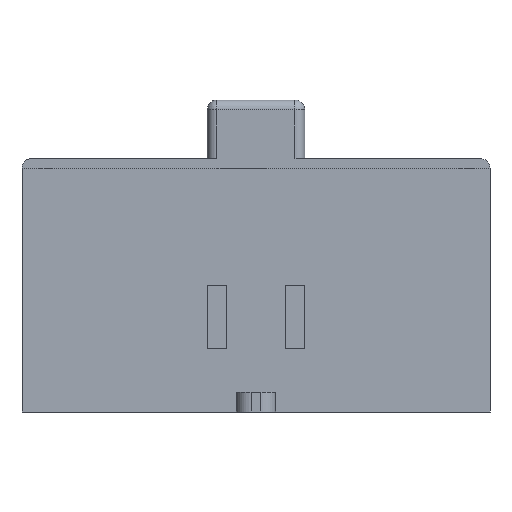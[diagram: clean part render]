
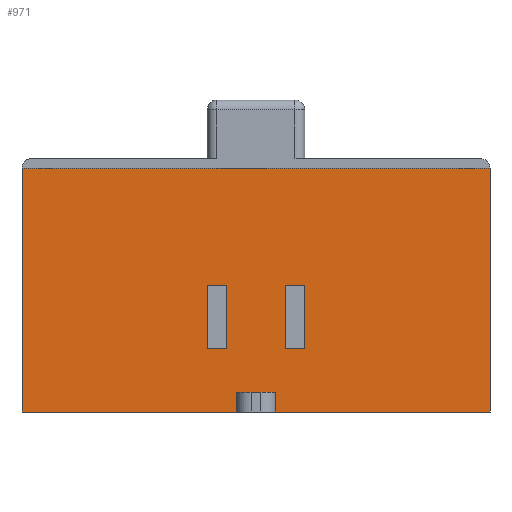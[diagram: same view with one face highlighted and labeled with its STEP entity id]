
A CAD part, front view. The second image highlights one B-rep face of the part: STEP entity #971.
In plain terms, the highlighted planar face has unit normal (0, -1, 0).
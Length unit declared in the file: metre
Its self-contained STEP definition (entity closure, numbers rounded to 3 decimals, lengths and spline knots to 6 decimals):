
#53=LINE('',#1476,#157);
#54=LINE('',#1479,#158);
#55=LINE('',#1481,#159);
#56=LINE('',#1483,#160);
#57=LINE('',#1484,#161);
#58=LINE('',#1487,#162);
#59=LINE('',#1489,#163);
#60=LINE('',#1491,#164);
#61=LINE('',#1492,#165);
#62=LINE('',#1495,#166);
#63=LINE('',#1497,#167);
#64=LINE('',#1499,#168);
#65=LINE('',#1501,#169);
#66=LINE('',#1503,#170);
#67=LINE('',#1505,#171);
#68=LINE('',#1507,#172);
#157=VECTOR('',#1171,1.);
#158=VECTOR('',#1172,1.);
#159=VECTOR('',#1173,1.);
#160=VECTOR('',#1174,1.);
#161=VECTOR('',#1175,1.);
#162=VECTOR('',#1176,1.);
#163=VECTOR('',#1177,1.);
#164=VECTOR('',#1178,1.);
#165=VECTOR('',#1179,1.);
#166=VECTOR('',#1180,1.);
#167=VECTOR('',#1181,1.);
#168=VECTOR('',#1182,1.);
#169=VECTOR('',#1183,1.);
#170=VECTOR('',#1184,1.);
#171=VECTOR('',#1185,1.);
#172=VECTOR('',#1186,1.);
#267=ORIENTED_EDGE('',*,*,#547,.F.);
#268=ORIENTED_EDGE('',*,*,#548,.T.);
#269=ORIENTED_EDGE('',*,*,#549,.T.);
#270=ORIENTED_EDGE('',*,*,#550,.F.);
#271=ORIENTED_EDGE('',*,*,#551,.F.);
#272=ORIENTED_EDGE('',*,*,#552,.T.);
#273=ORIENTED_EDGE('',*,*,#553,.T.);
#274=ORIENTED_EDGE('',*,*,#554,.F.);
#275=ORIENTED_EDGE('',*,*,#555,.F.);
#276=ORIENTED_EDGE('',*,*,#556,.T.);
#277=ORIENTED_EDGE('',*,*,#557,.F.);
#278=ORIENTED_EDGE('',*,*,#558,.F.);
#279=ORIENTED_EDGE('',*,*,#559,.F.);
#280=ORIENTED_EDGE('',*,*,#560,.T.);
#281=ORIENTED_EDGE('',*,*,#561,.T.);
#282=ORIENTED_EDGE('',*,*,#562,.F.);
#547=EDGE_CURVE('',#687,#688,#53,.T.);
#548=EDGE_CURVE('',#687,#689,#54,.T.);
#549=EDGE_CURVE('',#689,#690,#55,.T.);
#550=EDGE_CURVE('',#688,#690,#56,.T.);
#551=EDGE_CURVE('',#691,#692,#57,.T.);
#552=EDGE_CURVE('',#691,#693,#58,.T.);
#553=EDGE_CURVE('',#693,#694,#59,.T.);
#554=EDGE_CURVE('',#692,#694,#60,.T.);
#555=EDGE_CURVE('',#695,#696,#61,.T.);
#556=EDGE_CURVE('',#695,#697,#62,.T.);
#557=EDGE_CURVE('',#698,#697,#63,.T.);
#558=EDGE_CURVE('',#699,#698,#64,.T.);
#559=EDGE_CURVE('',#700,#699,#65,.T.);
#560=EDGE_CURVE('',#700,#701,#66,.T.);
#561=EDGE_CURVE('',#701,#702,#67,.T.);
#562=EDGE_CURVE('',#696,#702,#68,.T.);
#687=VERTEX_POINT('',#1477);
#688=VERTEX_POINT('',#1478);
#689=VERTEX_POINT('',#1480);
#690=VERTEX_POINT('',#1482);
#691=VERTEX_POINT('',#1485);
#692=VERTEX_POINT('',#1486);
#693=VERTEX_POINT('',#1488);
#694=VERTEX_POINT('',#1490);
#695=VERTEX_POINT('',#1493);
#696=VERTEX_POINT('',#1494);
#697=VERTEX_POINT('',#1496);
#698=VERTEX_POINT('',#1498);
#699=VERTEX_POINT('',#1500);
#700=VERTEX_POINT('',#1502);
#701=VERTEX_POINT('',#1504);
#702=VERTEX_POINT('',#1506);
#795=EDGE_LOOP('',(#267,#268,#269,#270));
#796=EDGE_LOOP('',(#271,#272,#273,#274));
#797=EDGE_LOOP('',(#275,#276,#277,#278,#279,#280,#281,#282));
#867=FACE_BOUND('',#795,.T.);
#868=FACE_BOUND('',#796,.T.);
#869=FACE_BOUND('',#797,.T.);
#935=PLANE('',#1048);
#971=ADVANCED_FACE('',(#867,#868,#869),#935,.T.);
#1048=AXIS2_PLACEMENT_3D('',#1475,#1169,#1170);
#1169=DIRECTION('',(0.,-1.,0.));
#1170=DIRECTION('',(1.,0.,0.));
#1171=DIRECTION('',(1.,0.,0.));
#1172=DIRECTION('',(0.,0.,1.));
#1173=DIRECTION('',(1.,0.,0.));
#1174=DIRECTION('',(0.,0.,1.));
#1175=DIRECTION('',(0.,0.,1.));
#1176=DIRECTION('',(-1.,0.,0.));
#1177=DIRECTION('',(0.,0.,1.));
#1178=DIRECTION('',(-1.,0.,0.));
#1179=DIRECTION('',(-1.,0.,0.));
#1180=DIRECTION('',(0.,0.,1.));
#1181=DIRECTION('',(-1.,0.,0.));
#1182=DIRECTION('',(0.,0.,1.));
#1183=DIRECTION('',(-1.,0.,0.));
#1184=DIRECTION('',(0.,0.,1.));
#1185=DIRECTION('',(-1.,0.,0.));
#1186=DIRECTION('',(0.,0.,1.));
#1475=CARTESIAN_POINT('',(0.,-0.002,0.));
#1476=CARTESIAN_POINT('',(-0.008,-0.002,-0.012));
#1477=CARTESIAN_POINT('',(-0.01,-0.002,-0.012));
#1478=CARTESIAN_POINT('',(-0.006,-0.002,-0.012));
#1479=CARTESIAN_POINT('',(-0.01,-0.002,-0.0055));
#1480=CARTESIAN_POINT('',(-0.01,-0.002,0.001));
#1481=CARTESIAN_POINT('',(-0.008,-0.002,0.001));
#1482=CARTESIAN_POINT('',(-0.006,-0.002,0.001));
#1483=CARTESIAN_POINT('',(-0.006,-0.002,-0.0055));
#1484=CARTESIAN_POINT('',(0.01,-0.002,-0.0055));
#1485=CARTESIAN_POINT('',(0.01,-0.002,-0.012));
#1486=CARTESIAN_POINT('',(0.01,-0.002,0.001));
#1487=CARTESIAN_POINT('',(0.008,-0.002,-0.012));
#1488=CARTESIAN_POINT('',(0.006,-0.002,-0.012));
#1489=CARTESIAN_POINT('',(0.006,-0.002,-0.0055));
#1490=CARTESIAN_POINT('',(0.006,-0.002,0.001));
#1491=CARTESIAN_POINT('',(0.008,-0.002,0.001));
#1492=CARTESIAN_POINT('',(0.,-0.002,-0.025));
#1493=CARTESIAN_POINT('',(-0.004,-0.002,-0.025));
#1494=CARTESIAN_POINT('',(-0.048,-0.002,-0.025));
#1495=CARTESIAN_POINT('',(-0.004,-0.002,-0.023));
#1496=CARTESIAN_POINT('',(-0.004,-0.002,-0.021));
#1497=CARTESIAN_POINT('',(0.,-0.002,-0.021));
#1498=CARTESIAN_POINT('',(0.004,-0.002,-0.021));
#1499=CARTESIAN_POINT('',(0.004,-0.002,-0.023));
#1500=CARTESIAN_POINT('',(0.004,-0.002,-0.025));
#1501=CARTESIAN_POINT('',(0.,-0.002,-0.025));
#1502=CARTESIAN_POINT('',(0.048,-0.002,-0.025));
#1503=CARTESIAN_POINT('',(0.048,-0.002,0.));
#1504=CARTESIAN_POINT('',(0.048,-0.002,0.025));
#1505=CARTESIAN_POINT('',(0.,-0.002,0.025));
#1506=CARTESIAN_POINT('',(-0.048,-0.002,0.025));
#1507=CARTESIAN_POINT('',(-0.048,-0.002,0.));
